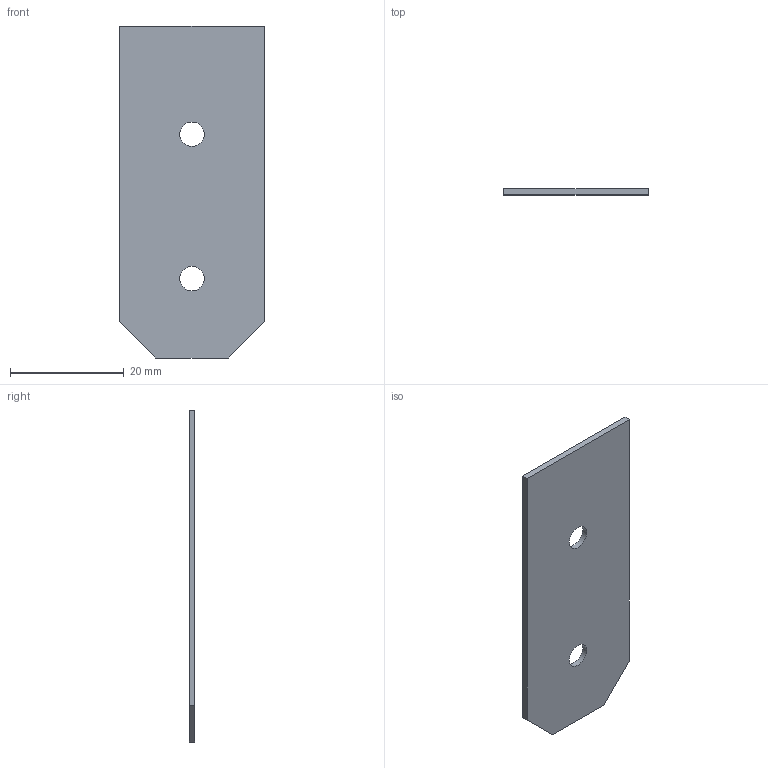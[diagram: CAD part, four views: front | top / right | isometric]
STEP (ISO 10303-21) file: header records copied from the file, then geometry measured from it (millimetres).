
FILE_DESCRIPTION( ( 'Unknown' ), '1' );
FILE_NAME( 'StrikerPlate.stp', 'Unknown', ( 'Unknown' ), ( 'Unknown' ), 'PSStep 16.0.42', 'Unknown', ' ' );
FILE_SCHEMA( ( 'AUTOMOTIVE_DESIGN { 1 0 10303 214 1 1 1 1 }' ) );
Length unit declared in the file: millimetre
Products named in the file (1): 1
Bounding box: 25.4 x 1.02 x 58.42 mm (x, y, z)
Volume: 1437.2 mm3; surface area: 3019.4 mm2
Topology: 1 solids, 1 shells, 10 faces, 24 edges, 16 vertices
Faces by surface type: plane 8, cylinder 2
Full cylindrical faces by diameter (mm): 4.293 x2
Entity records: 386 total; most frequent: CARTESIAN_POINT 49, DIRECTION 48, ORIENTED_EDGE 44, EDGE_CURVE 22, LINE 18, VECTOR 18, EDGE_LOOP 16, VERTEX_POINT 16
